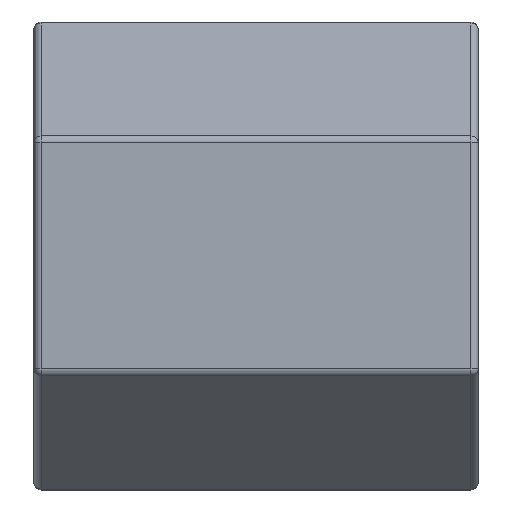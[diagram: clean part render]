
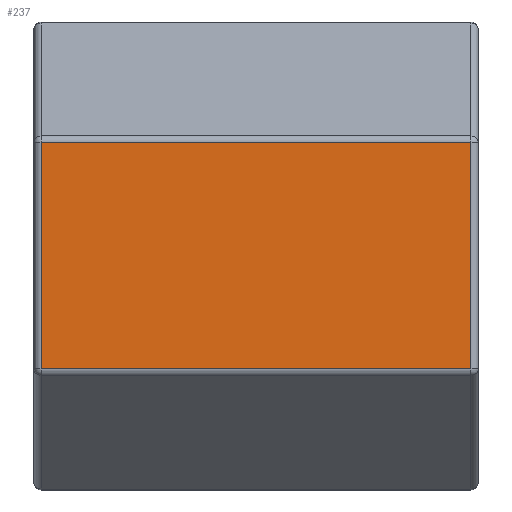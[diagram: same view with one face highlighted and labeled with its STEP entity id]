
A CAD part, top view. The second image highlights one B-rep face of the part: STEP entity #237.
In plain terms, the highlighted planar face has unit normal (0, 0, 1).
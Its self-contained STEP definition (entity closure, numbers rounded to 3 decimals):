
#123 = ORIENTED_EDGE ( 'NONE', *, *, #553, .T. ) ;
#149 = VERTEX_POINT ( 'NONE', #329 ) ;
#150 = DIRECTION ( 'NONE',  ( 0., 1., 0. ) ) ;
#237 = ADVANCED_FACE ( 'NONE', ( #1201 ), #1220, .F. ) ;
#256 = DIRECTION ( 'NONE',  ( 1., 0., 0. ) ) ;
#273 = AXIS2_PLACEMENT_3D ( 'NONE', #1219, #831, #150 ) ;
#324 = CARTESIAN_POINT ( 'NONE',  ( 0.1, 1.53, 2.75 ) ) ;
#329 = CARTESIAN_POINT ( 'NONE',  ( 5.9, -1.53, 2.75 ) ) ;
#401 = ORIENTED_EDGE ( 'NONE', *, *, #419, .T. ) ;
#416 = LINE ( 'NONE', #519, #615 ) ;
#419 = EDGE_CURVE ( 'NONE', #971, #149, #1080, .T. ) ;
#445 = DIRECTION ( 'NONE',  ( -1., 0., 0. ) ) ;
#495 = DIRECTION ( 'NONE',  ( 0., 1., 0. ) ) ;
#514 = CARTESIAN_POINT ( 'NONE',  ( 0.1, 1.588, 2.75 ) ) ;
#519 = CARTESIAN_POINT ( 'NONE',  ( 5.9, 1.588, 2.75 ) ) ;
#537 = DIRECTION ( 'NONE',  ( 0., -1., 0. ) ) ;
#547 = EDGE_CURVE ( 'NONE', #654, #971, #637, .T. ) ;
#548 = ORIENTED_EDGE ( 'NONE', *, *, #561, .T. ) ;
#553 = EDGE_CURVE ( 'NONE', #149, #803, #416, .T. ) ;
#561 = EDGE_CURVE ( 'NONE', #803, #654, #1274, .T. ) ;
#573 = CARTESIAN_POINT ( 'NONE',  ( 6., 1.53, 2.75 ) ) ;
#615 = VECTOR ( 'NONE', #495, 1000. ) ;
#627 = VECTOR ( 'NONE', #256, 1000. ) ;
#637 = LINE ( 'NONE', #514, #1066 ) ;
#654 = VERTEX_POINT ( 'NONE', #324 ) ;
#803 = VERTEX_POINT ( 'NONE', #854 ) ;
#827 = VECTOR ( 'NONE', #445, 1000. ) ;
#831 = DIRECTION ( 'NONE',  ( 0., 0., -1. ) ) ;
#838 = CARTESIAN_POINT ( 'NONE',  ( 6., -1.53, 2.75 ) ) ;
#854 = CARTESIAN_POINT ( 'NONE',  ( 5.9, 1.53, 2.75 ) ) ;
#950 = ORIENTED_EDGE ( 'NONE', *, *, #547, .T. ) ;
#971 = VERTEX_POINT ( 'NONE', #1063 ) ;
#1055 = EDGE_LOOP ( 'NONE', ( #950, #401, #123, #548 ) ) ;
#1063 = CARTESIAN_POINT ( 'NONE',  ( 0.1, -1.53, 2.75 ) ) ;
#1066 = VECTOR ( 'NONE', #537, 1000. ) ;
#1080 = LINE ( 'NONE', #838, #627 ) ;
#1201 = FACE_OUTER_BOUND ( 'NONE', #1055, .T. ) ;
#1219 = CARTESIAN_POINT ( 'NONE',  ( 6., 1.588, 2.75 ) ) ;
#1220 = PLANE ( 'NONE',  #273 ) ;
#1274 = LINE ( 'NONE', #573, #827 ) ;
